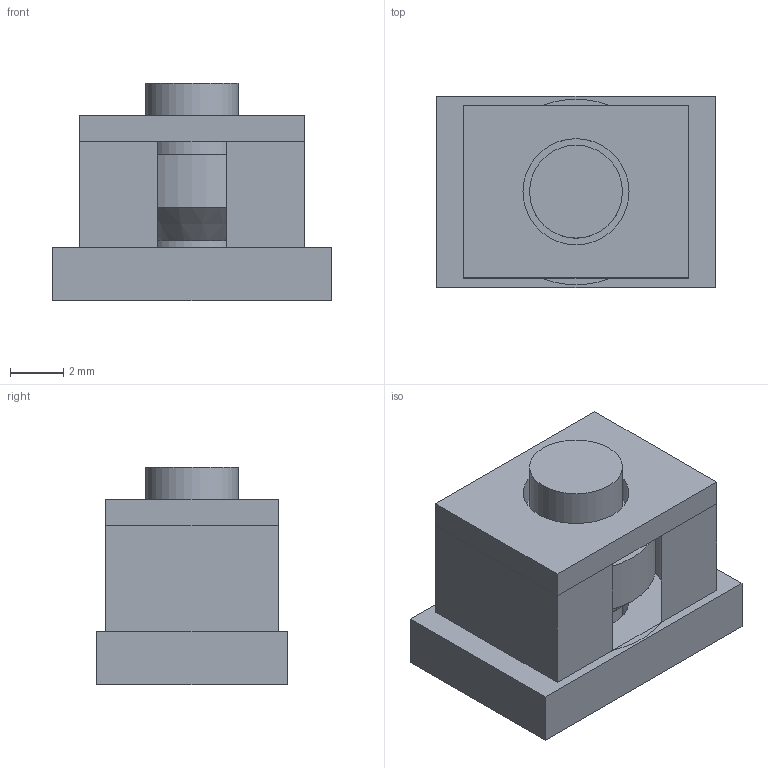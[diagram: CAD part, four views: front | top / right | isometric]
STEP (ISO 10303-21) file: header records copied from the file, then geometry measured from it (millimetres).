
FILE_DESCRIPTION(('FreeCAD Model'),'2;1');
FILE_NAME('Open CASCADE Shape Model','2024-09-09T21:22:52',(''),(''), 'Open CASCADE STEP processor 7.6','FreeCAD','Unknown');
FILE_SCHEMA(('AUTOMOTIVE_DESIGN { 1 0 10303 214 1 1 1 1 }'));
Length unit declared in the file: millimetre
Products named in the file (3): BoxV2; Body001; Body002
Assembly tree (2 placements, depth 2):
  BoxV2
    Body001
    Body002
Bounding box: 10.5 x 7.2 x 8.2 mm (x, y, z)
Volume: 365.1 mm3; surface area: 632.9 mm2
Topology: 2 solids, 2 shells, 36 faces, 74 edges, 43 vertices
Faces by surface type: plane 25, cylinder 8, torus 2, cone 1
Full cylindrical faces by diameter (mm): 3.5 x2, 4 x2, 6 x1
Entity records: 1007 total; most frequent: DIRECTION 175, CARTESIAN_POINT 156, ORIENTED_EDGE 148, EDGE_CURVE 74, AXIS2_PLACEMENT_3D 62, LINE 51, VECTOR 51, FACE_BOUND 43
